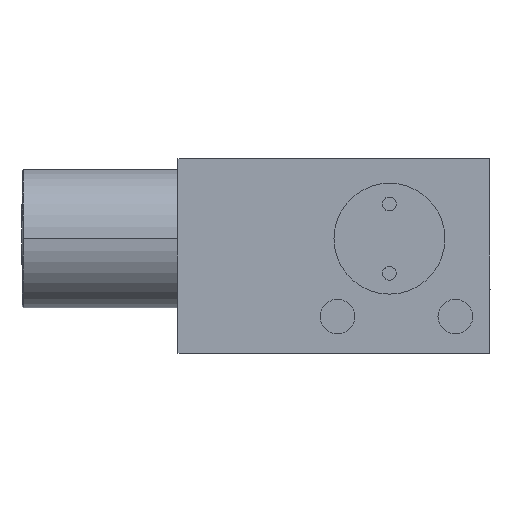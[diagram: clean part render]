
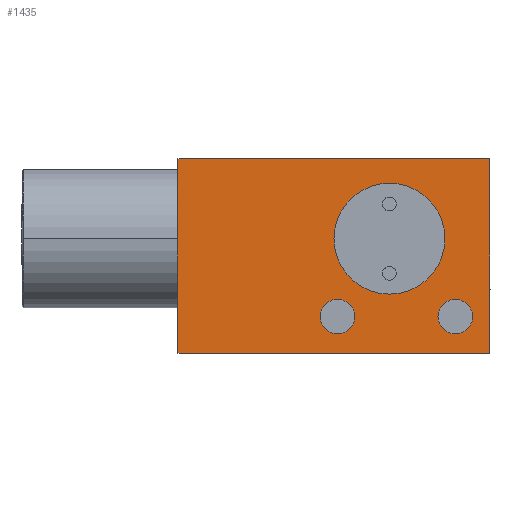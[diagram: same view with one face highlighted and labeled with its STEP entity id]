
A CAD part, left-side view. The second image highlights one B-rep face of the part: STEP entity #1435.
In plain terms, the highlighted planar face has unit normal (-1, 0, 0).
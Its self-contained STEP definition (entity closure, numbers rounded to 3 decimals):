
#1063 = EDGE_CURVE ( 'NONE', #10757, #10756, #12301, .T. ) ;
#1435 = ADVANCED_FACE ( 'NONE', ( #12368, #12362, #12365, #12367 ), #9629, .F. ) ;
#1537 = EDGE_CURVE ( 'NONE', #10711, #10722, #7147, .T. ) ;
#1576 = EDGE_CURVE ( 'NONE', #4368, #4352, #7244, .T. ) ;
#1666 = EDGE_CURVE ( 'NONE', #10708, #10702, #7377, .T. ) ;
#1701 = EDGE_CURVE ( 'NONE', #10722, #10711, #7429, .T. ) ;
#1702 = EDGE_CURVE ( 'NONE', #5496, #4352, #7431, .T. ) ;
#1703 = EDGE_CURVE ( 'NONE', #5542, #4368, #7419, .T. ) ;
#1704 = EDGE_CURVE ( 'NONE', #5542, #5496, #7434, .T. ) ;
#1705 = EDGE_CURVE ( 'NONE', #10702, #10708, #7436, .T. ) ;
#1706 = EDGE_CURVE ( 'NONE', #10756, #10757, #7438, .T. ) ;
#2227 = CARTESIAN_POINT ( 'NONE',  ( -36., -8., 16.5 ) ) ;
#2228 = DIRECTION ( 'NONE',  ( 1., 0., 0. ) ) ;
#2229 = DIRECTION ( 'NONE',  ( 0., 0., -1. ) ) ;
#2344 = DIRECTION ( 'NONE',  ( 0., -1., 0. ) ) ;
#2363 = CARTESIAN_POINT ( 'NONE',  ( -36., 22.5, 0. ) ) ;
#2374 = CARTESIAN_POINT ( 'NONE',  ( -36., 22.5, 28. ) ) ;
#2375 = CARTESIAN_POINT ( 'NONE',  ( -36., -17.5, 5.25 ) ) ;
#2376 = DIRECTION ( 'NONE',  ( 1., 0., 0. ) ) ;
#2377 = DIRECTION ( 'NONE',  ( 0., 0., -1. ) ) ;
#2378 = DIRECTION ( 'NONE',  ( 0., -1., 0. ) ) ;
#2379 = CARTESIAN_POINT ( 'NONE',  ( -36., 22.5, 28. ) ) ;
#2380 = DIRECTION ( 'NONE',  ( 0., 0., -1. ) ) ;
#2383 = CARTESIAN_POINT ( 'NONE',  ( -36., -8., 16.5 ) ) ;
#2384 = DIRECTION ( 'NONE',  ( 1., 0., 0. ) ) ;
#2385 = DIRECTION ( 'NONE',  ( 0., 0., -1. ) ) ;
#2386 = CARTESIAN_POINT ( 'NONE',  ( -36., -0.5, 5.25 ) ) ;
#2387 = DIRECTION ( 'NONE',  ( 1., 0., 0. ) ) ;
#2388 = DIRECTION ( 'NONE',  ( 0., 0., -1. ) ) ;
#2424 = CARTESIAN_POINT ( 'NONE',  ( -36., -22.5, 0. ) ) ;
#2440 = CARTESIAN_POINT ( 'NONE',  ( -36., -22.5, 28. ) ) ;
#2562 = CARTESIAN_POINT ( 'NONE',  ( -36., 22.5, 0. ) ) ;
#2607 = CARTESIAN_POINT ( 'NONE',  ( -36., 22.5, 28. ) ) ;
#3641 = CARTESIAN_POINT ( 'NONE',  ( -36., -8., 8.5 ) ) ;
#3647 = CARTESIAN_POINT ( 'NONE',  ( -36., -8., 24.5 ) ) ;
#3650 = CARTESIAN_POINT ( 'NONE',  ( -36., -17.5, 7.75 ) ) ;
#3661 = CARTESIAN_POINT ( 'NONE',  ( -36., -17.5, 2.75 ) ) ;
#3695 = CARTESIAN_POINT ( 'NONE',  ( -36., -0.5, 2.75 ) ) ;
#3696 = CARTESIAN_POINT ( 'NONE',  ( -36., -0.5, 7.75 ) ) ;
#4352 = VERTEX_POINT ( 'NONE', #2424 ) ;
#4368 = VERTEX_POINT ( 'NONE', #2440 ) ;
#5496 = VERTEX_POINT ( 'NONE', #2562 ) ;
#5542 = VERTEX_POINT ( 'NONE', #2607 ) ;
#5598 = EDGE_LOOP ( 'NONE', ( #6055, #6056, #6057, #6058 ) ) ;
#5602 = EDGE_LOOP ( 'NONE', ( #6053, #6054 ) ) ;
#5604 = EDGE_LOOP ( 'NONE', ( #6061, #6062 ) ) ;
#5606 = EDGE_LOOP ( 'NONE', ( #6059, #6060 ) ) ;
#6053 = ORIENTED_EDGE ( 'NONE', *, *, #1537, .T. ) ;
#6054 = ORIENTED_EDGE ( 'NONE', *, *, #1701, .T. ) ;
#6055 = ORIENTED_EDGE ( 'NONE', *, *, #1702, .T. ) ;
#6056 = ORIENTED_EDGE ( 'NONE', *, *, #1576, .F. ) ;
#6057 = ORIENTED_EDGE ( 'NONE', *, *, #1703, .F. ) ;
#6058 = ORIENTED_EDGE ( 'NONE', *, *, #1704, .T. ) ;
#6059 = ORIENTED_EDGE ( 'NONE', *, *, #1666, .T. ) ;
#6060 = ORIENTED_EDGE ( 'NONE', *, *, #1705, .T. ) ;
#6061 = ORIENTED_EDGE ( 'NONE', *, *, #1063, .T. ) ;
#6062 = ORIENTED_EDGE ( 'NONE', *, *, #1706, .T. ) ;
#7147 = CIRCLE ( 'NONE', #13181, 2.5 ) ;
#7244 = LINE ( 'NONE', #8186, #7247 ) ;
#7247 = VECTOR ( 'NONE', #8181, 1000. ) ;
#7377 = CIRCLE ( 'NONE', #13202, 8. ) ;
#7419 = LINE ( 'NONE', #2374, #7435 ) ;
#7429 = CIRCLE ( 'NONE', #13207, 2.5 ) ;
#7431 = LINE ( 'NONE', #2363, #7433 ) ;
#7433 = VECTOR ( 'NONE', #2344, 1000. ) ;
#7434 = LINE ( 'NONE', #2379, #7437 ) ;
#7435 = VECTOR ( 'NONE', #2378, 1000. ) ;
#7436 = CIRCLE ( 'NONE', #13208, 8. ) ;
#7437 = VECTOR ( 'NONE', #2380, 1000. ) ;
#7438 = CIRCLE ( 'NONE', #13209, 2.5 ) ;
#8021 = CARTESIAN_POINT ( 'NONE',  ( -36., -17.5, 5.25 ) ) ;
#8022 = DIRECTION ( 'NONE',  ( 1., 0., 0. ) ) ;
#8023 = DIRECTION ( 'NONE',  ( 0., 0., -1. ) ) ;
#8181 = DIRECTION ( 'NONE',  ( 0., 0., -1. ) ) ;
#8186 = CARTESIAN_POINT ( 'NONE',  ( -36., -22.5, 28. ) ) ;
#9101 = CARTESIAN_POINT ( 'NONE',  ( -36., -0.5, 5.25 ) ) ;
#9102 = DIRECTION ( 'NONE',  ( 1., 0., 0. ) ) ;
#9103 = DIRECTION ( 'NONE',  ( 0., 0., -1. ) ) ;
#9606 = CARTESIAN_POINT ( 'NONE',  ( -36., 22.5, 28. ) ) ;
#9629 = PLANE ( 'NONE',  #13159 ) ;
#9630 = DIRECTION ( 'NONE',  ( 1., 0., 0. ) ) ;
#9631 = DIRECTION ( 'NONE',  ( 0., 1., 0. ) ) ;
#10702 = VERTEX_POINT ( 'NONE', #3641 ) ;
#10708 = VERTEX_POINT ( 'NONE', #3647 ) ;
#10711 = VERTEX_POINT ( 'NONE', #3650 ) ;
#10722 = VERTEX_POINT ( 'NONE', #3661 ) ;
#10756 = VERTEX_POINT ( 'NONE', #3695 ) ;
#10757 = VERTEX_POINT ( 'NONE', #3696 ) ;
#12301 = CIRCLE ( 'NONE', #13138, 2.5 ) ;
#12362 = FACE_OUTER_BOUND ( 'NONE', #5598, .T. ) ;
#12365 = FACE_BOUND ( 'NONE', #5606, .T. ) ;
#12367 = FACE_BOUND ( 'NONE', #5604, .T. ) ;
#12368 = FACE_BOUND ( 'NONE', #5602, .T. ) ;
#13138 = AXIS2_PLACEMENT_3D ( 'NONE', #9101, #9102, #9103 ) ;
#13159 = AXIS2_PLACEMENT_3D ( 'NONE', #9606, #9630, #9631 ) ;
#13181 = AXIS2_PLACEMENT_3D ( 'NONE', #8021, #8022, #8023 ) ;
#13202 = AXIS2_PLACEMENT_3D ( 'NONE', #2227, #2228, #2229 ) ;
#13207 = AXIS2_PLACEMENT_3D ( 'NONE', #2375, #2376, #2377 ) ;
#13208 = AXIS2_PLACEMENT_3D ( 'NONE', #2383, #2384, #2385 ) ;
#13209 = AXIS2_PLACEMENT_3D ( 'NONE', #2386, #2387, #2388 ) ;
